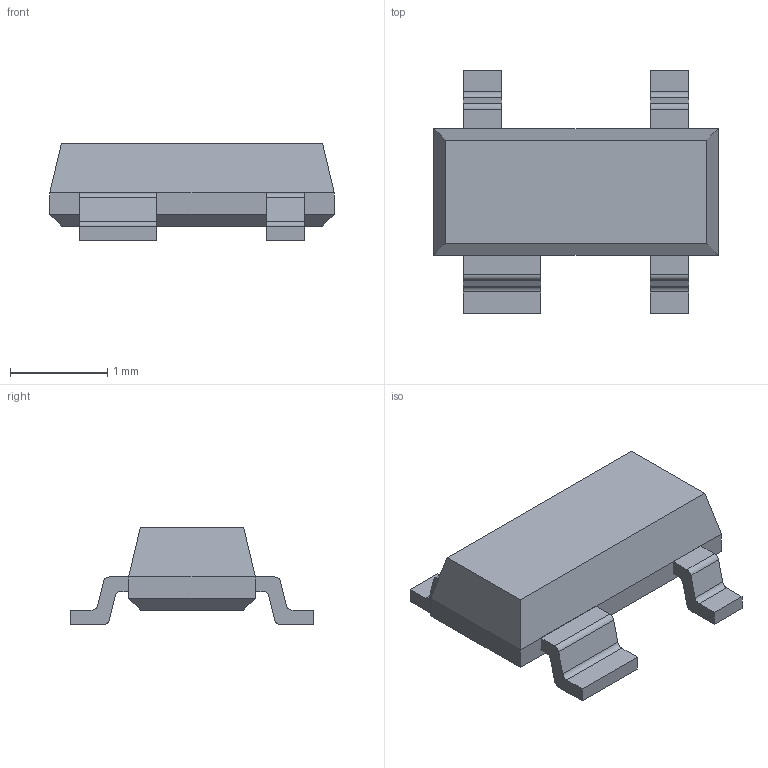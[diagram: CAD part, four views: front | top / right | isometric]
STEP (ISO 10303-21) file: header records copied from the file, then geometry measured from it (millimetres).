
FILE_DESCRIPTION(('FreeCAD Model'),'2;1');
FILE_NAME('DZD Case.step', '2020-01-02T00:59:38',('kicad StepUp'),('ksu MCAD'), 'Open CASCADE STEP processor 7.3','FreeCAD','Unknown');
FILE_SCHEMA(('AUTOMOTIVE_DESIGN { 1 0 10303 214 1 1 1 1 }'));
Length unit declared in the file: millimetre
Products named in the file (1): DZD_Case
Bounding box: 2.92 x 2.5 x 1 mm (x, y, z)
Volume: 3.2 mm3; surface area: 19 mm2
Topology: 5 solids, 5 shells, 78 faces, 196 edges, 128 vertices
Faces by surface type: plane 62, cylinder 16
Entity records: 2906 total; most frequent: CARTESIAN_POINT 403, ORIENTED_EDGE 392, DIRECTION 386, EDGE_CURVE 196, LINE 164, VECTOR 164, VERTEX_POINT 128, AXIS2_PLACEMENT_3D 111
